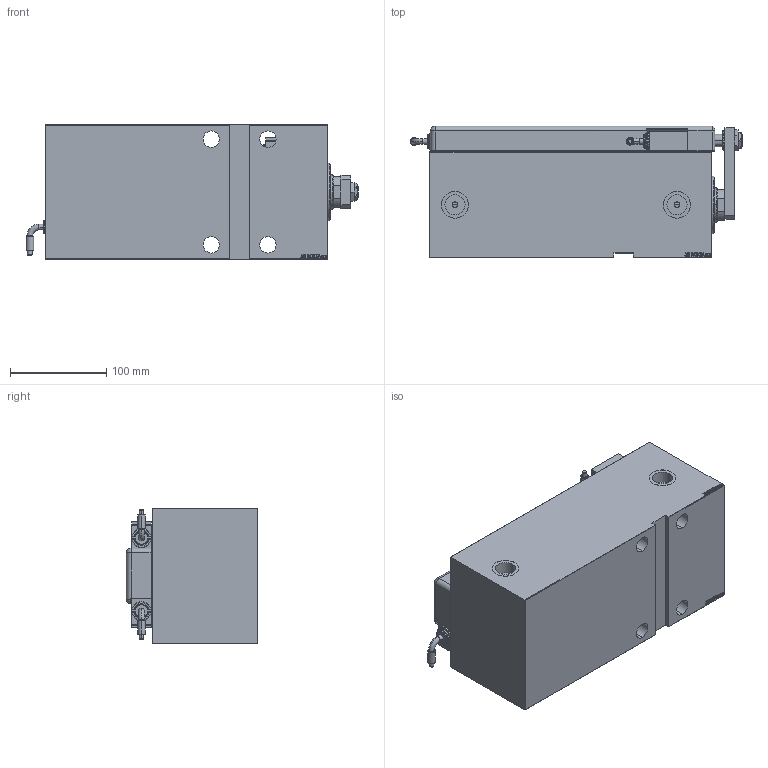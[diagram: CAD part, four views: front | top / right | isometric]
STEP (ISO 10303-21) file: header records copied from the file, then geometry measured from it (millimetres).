
FILE_DESCRIPTION (( 'STEP AP203' ), '1' );
FILE_NAME ('ba83.STEP', '2021-03-18T17:39:40', ( '' ), ( '' ), 'SwSTEP 2.0', 'SolidWorks 2019', '' );
FILE_SCHEMA (( 'CONFIG_CONTROL_DESIGN' ));
Length unit declared in the file: millimetre
Products named in the file (13): MAGNETIC SWITCH Q 9a4b4316ef3c4e989ded12f5c7c01539; V450CM_VC_G 9a4b4316ef3c4e989ded12f5c7c01539; V450CM_G_VCP 9a4b4316ef3c4e989ded12f5c7c01539; TYC 9a4b4316ef3c4e989ded12f5c7c01539; SWITCH Q 9a4b4316ef3c4e989ded12f5c7c01539; V450CM_G 9a4b4316ef3c4e989ded12f5c7c01539; NUT_D13 9a4b4316ef3c4e989ded12f5c7c01539; ba83; KRYT 9a4b4316ef3c4e989ded12f5c7c01539; ZARAZKA_Q 9a4b4316ef3c4e989ded12f5c7c01539; NUT_D19 9a4b4316ef3c4e989ded12f5c7c01539; SWITCH_Q_FRONT_BACK 9a4b4316ef3c4e989ded12f5c7c01539; SWITCH DIM A_G 9a4b4316ef3c4e989ded12f5c7c01539
Assembly tree (13 placements, depth 3):
  ba83
    V450CM_G 9a4b4316ef3c4e989ded12f5c7c01539
    V450CM_G_VCP 9a4b4316ef3c4e989ded12f5c7c01539
    V450CM_VC_G 9a4b4316ef3c4e989ded12f5c7c01539
    MAGNETIC SWITCH Q 9a4b4316ef3c4e989ded12f5c7c01539
      SWITCH_Q_FRONT_BACK 9a4b4316ef3c4e989ded12f5c7c01539
      TYC 9a4b4316ef3c4e989ded12f5c7c01539
      ZARAZKA_Q 9a4b4316ef3c4e989ded12f5c7c01539
      SWITCH DIM A_G 9a4b4316ef3c4e989ded12f5c7c01539
      NUT_D19 9a4b4316ef3c4e989ded12f5c7c01539
      NUT_D13 9a4b4316ef3c4e989ded12f5c7c01539
      KRYT 9a4b4316ef3c4e989ded12f5c7c01539
      SWITCH Q 9a4b4316ef3c4e989ded12f5c7c01539  x2
Bounding box: 345.46 x 136.8 x 140 mm (x, y, z)
Volume: 3657417.1 mm3; surface area: 448373.9 mm2
Topology: 13 solids, 13 shells, 1286 faces, 3255 edges, 2143 vertices
Faces by surface type: plane 626, bspline 475, cylinder 127, cone 34, torus 22, sphere 2
Entity records: 61033 total; most frequent: CARTESIAN_POINT 32854, ORIENTED_EDGE 6254, DIRECTION 3991, EDGE_CURVE 3127, VERTEX_POINT 2066, VECTOR 1859, LINE 1859, EDGE_LOOP 1407
